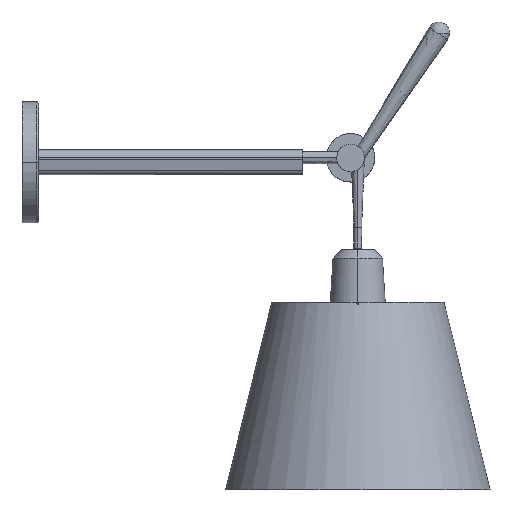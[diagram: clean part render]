
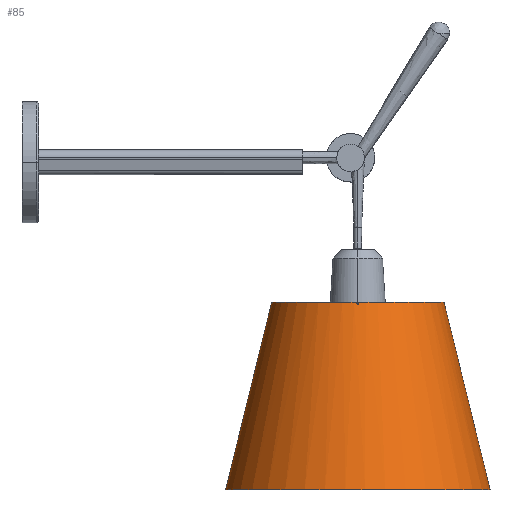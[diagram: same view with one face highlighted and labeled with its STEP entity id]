
A CAD part, front view. The second image highlights one B-rep face of the part: STEP entity #85.
In plain terms, the highlighted free-form (B-spline) face has degree [2, 1] with [5, 2] control points.
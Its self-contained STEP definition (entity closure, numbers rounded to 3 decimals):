
#85=ADVANCED_FACE($,(#186),#1241,.T.);
#186=FACE_OUTER_BOUND($,#296,.T.);
#296=EDGE_LOOP($,(#563,#564,#565,#566));
#563=ORIENTED_EDGE($,*,*,#911,.F.);
#564=ORIENTED_EDGE($,*,*,#913,.F.);
#565=ORIENTED_EDGE($,*,*,#914,.T.);
#566=ORIENTED_EDGE($,*,*,#912,.F.);
#911=EDGE_CURVE($,#1101,#1100,#1425,.T.);
#912=EDGE_CURVE($,#1100,#1103,#1426,.T.);
#913=EDGE_CURVE($,#1102,#1101,#1427,.T.);
#914=EDGE_CURVE($,#1102,#1103,#1428,.T.);
#1100=VERTEX_POINT($,#2764);
#1101=VERTEX_POINT($,#2765);
#1102=VERTEX_POINT($,#2766);
#1103=VERTEX_POINT($,#2767);
#1241=(
BOUNDED_SURFACE()
B_SPLINE_SURFACE(2,1,((#2724,#2725),(#2726,#2727),(#2728,#2729),(#2730,#2731),
(#2732,#2733)),.UNSPECIFIED.,.F.,.F.,.F.)
B_SPLINE_SURFACE_WITH_KNOTS((3,2,3),(2,2),(414.69,622.035,
829.38),(328.021,503.074),.UNSPECIFIED.)
GEOMETRIC_REPRESENTATION_ITEM()
RATIONAL_B_SPLINE_SURFACE(((1.,1.),(0.707,0.707),
(1.,1.),(0.707,0.707),(1.,1.)))
REPRESENTATION_ITEM($)
SURFACE()
);
#1425=(
BOUNDED_CURVE()
B_SPLINE_CURVE(2,(#2535,#2536,#2537,#2538,#2539),.UNSPECIFIED.,.F.,.F.)
B_SPLINE_CURVE_WITH_KNOTS((3,2,3),(3.142,4.712,6.283),
.UNSPECIFIED.)
CURVE()
GEOMETRIC_REPRESENTATION_ITEM()
RATIONAL_B_SPLINE_CURVE((1.,0.707,1.,0.707,1.))
REPRESENTATION_ITEM($)
);
#1426=(
BOUNDED_CURVE()
B_SPLINE_CURVE(1,(#2540,#2541),.UNSPECIFIED.,.F.,.F.)
B_SPLINE_CURVE_WITH_KNOTS((2,2),(328.021,503.074),.UNSPECIFIED.)
CURVE()
GEOMETRIC_REPRESENTATION_ITEM()
RATIONAL_B_SPLINE_CURVE((1.,1.))
REPRESENTATION_ITEM($)
);
#1427=(
BOUNDED_CURVE()
B_SPLINE_CURVE(1,(#2542,#2543),.UNSPECIFIED.,.F.,.F.)
B_SPLINE_CURVE_WITH_KNOTS((2,2),(-503.074,-328.021),.UNSPECIFIED.)
CURVE()
GEOMETRIC_REPRESENTATION_ITEM()
RATIONAL_B_SPLINE_CURVE((1.,1.))
REPRESENTATION_ITEM($)
);
#1428=(
BOUNDED_CURVE()
B_SPLINE_CURVE(2,(#2544,#2545,#2546,#2547,#2548),.UNSPECIFIED.,.F.,.F.)
B_SPLINE_CURVE_WITH_KNOTS((3,2,3),(-829.38,-622.035,-414.69),
.UNSPECIFIED.)
CURVE()
GEOMETRIC_REPRESENTATION_ITEM()
RATIONAL_B_SPLINE_CURVE((1.,0.707,1.,0.707,1.))
REPRESENTATION_ITEM($)
);
#2535=CARTESIAN_POINT($,(226.756,0.,-127.25));
#2536=CARTESIAN_POINT($,(226.756,-78.244,-127.25));
#2537=CARTESIAN_POINT($,(305.,-78.244,-127.25));
#2538=CARTESIAN_POINT($,(383.244,-78.244,-127.25));
#2539=CARTESIAN_POINT($,(383.244,0.,-127.25));
#2540=CARTESIAN_POINT($,(383.244,0.,-127.25));
#2541=CARTESIAN_POINT($,(425.,0.,-297.25));
#2542=CARTESIAN_POINT($,(185.,0.,-297.25));
#2543=CARTESIAN_POINT($,(226.756,0.,-127.25));
#2544=CARTESIAN_POINT($,(185.,0.,-297.25));
#2545=CARTESIAN_POINT($,(185.,-120.,-297.25));
#2546=CARTESIAN_POINT($,(305.,-120.,-297.25));
#2547=CARTESIAN_POINT($,(425.,-120.,-297.25));
#2548=CARTESIAN_POINT($,(425.,0.,-297.25));
#2724=CARTESIAN_POINT($,(383.244,0.,-127.25));
#2725=CARTESIAN_POINT($,(425.,0.,-297.25));
#2726=CARTESIAN_POINT($,(383.244,-78.244,-127.25));
#2727=CARTESIAN_POINT($,(425.,-120.,-297.25));
#2728=CARTESIAN_POINT($,(305.,-78.244,-127.25));
#2729=CARTESIAN_POINT($,(305.,-120.,-297.25));
#2730=CARTESIAN_POINT($,(226.756,-78.244,-127.25));
#2731=CARTESIAN_POINT($,(185.,-120.,-297.25));
#2732=CARTESIAN_POINT($,(226.756,0.,-127.25));
#2733=CARTESIAN_POINT($,(185.,0.,-297.25));
#2764=CARTESIAN_POINT($,(383.244,0.,-127.25));
#2765=CARTESIAN_POINT($,(226.756,0.,-127.25));
#2766=CARTESIAN_POINT($,(185.,0.,-297.25));
#2767=CARTESIAN_POINT($,(425.,0.,-297.25));
